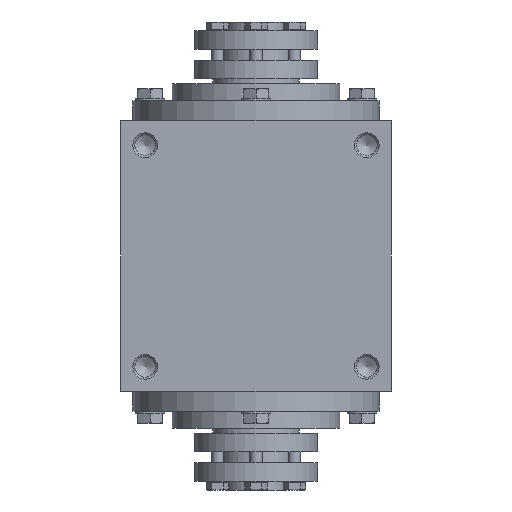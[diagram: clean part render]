
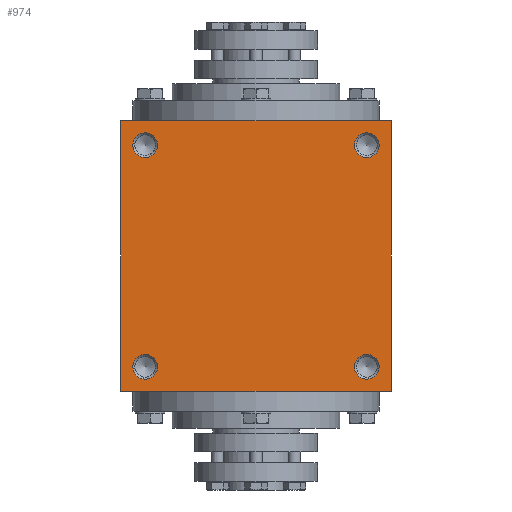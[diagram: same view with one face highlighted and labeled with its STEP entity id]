
A CAD part, left-side view. The second image highlights one B-rep face of the part: STEP entity #974.
In plain terms, the highlighted face is planar.
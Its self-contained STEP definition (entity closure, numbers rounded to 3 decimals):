
#974 = ADVANCED_FACE( '', ( #2023, #2024, #2025, #2026, #2027 ), #2028, .F. );
#2023 = FACE_BOUND( '', #3026, .T. );
#2024 = FACE_BOUND( '', #3027, .T. );
#2025 = FACE_BOUND( '', #3028, .T. );
#2026 = FACE_BOUND( '', #3029, .T. );
#2027 = FACE_OUTER_BOUND( '', #3030, .T. );
#2028 = PLANE( '', #3031 );
#3026 = EDGE_LOOP( '', ( #4987 ) );
#3027 = EDGE_LOOP( '', ( #4988 ) );
#3028 = EDGE_LOOP( '', ( #4989 ) );
#3029 = EDGE_LOOP( '', ( #4990 ) );
#3030 = EDGE_LOOP( '', ( #4991, #4992, #4993, #4994 ) );
#3031 = AXIS2_PLACEMENT_3D( '', #4995, #4996, #4997 );
#4987 = ORIENTED_EDGE( '', *, *, #5704, .F. );
#4988 = ORIENTED_EDGE( '', *, *, #5390, .T. );
#4989 = ORIENTED_EDGE( '', *, *, #5149, .F. );
#4990 = ORIENTED_EDGE( '', *, *, #5642, .T. );
#4991 = ORIENTED_EDGE( '', *, *, #5569, .F. );
#4992 = ORIENTED_EDGE( '', *, *, #5554, .F. );
#4993 = ORIENTED_EDGE( '', *, *, #5488, .F. );
#4994 = ORIENTED_EDGE( '', *, *, #5471, .F. );
#4995 = CARTESIAN_POINT( '', ( 0., 0., -55. ) );
#4996 = DIRECTION( '', ( 0., 0., 1. ) );
#4997 = DIRECTION( '', ( 1., 0., 0. ) );
#5149 = EDGE_CURVE( '', #5947, #5947, #5948, .T. );
#5390 = EDGE_CURVE( '', #6339, #6339, #6340, .T. );
#5471 = EDGE_CURVE( '', #6457, #6458, #6459, .T. );
#5488 = EDGE_CURVE( '', #6458, #6483, #6484, .T. );
#5554 = EDGE_CURVE( '', #6483, #6570, #6571, .T. );
#5569 = EDGE_CURVE( '', #6570, #6457, #6594, .T. );
#5642 = EDGE_CURVE( '', #6693, #6693, #6694, .T. );
#5704 = EDGE_CURVE( '', #6773, #6773, #6774, .T. );
#5947 = VERTEX_POINT( '', #7130 );
#5948 = CIRCLE( '', #7131, 5. );
#6339 = VERTEX_POINT( '', #7720 );
#6340 = CIRCLE( '', #7721, 5. );
#6457 = VERTEX_POINT( '', #7889 );
#6458 = VERTEX_POINT( '', #7890 );
#6459 = LINE( '', #7891, #7892 );
#6483 = VERTEX_POINT( '', #7920 );
#6484 = LINE( '', #7921, #7922 );
#6570 = VERTEX_POINT( '', #8043 );
#6571 = LINE( '', #8044, #8045 );
#6594 = LINE( '', #8069, #8070 );
#6693 = VERTEX_POINT( '', #8224 );
#6694 = CIRCLE( '', #8225, 5. );
#6773 = VERTEX_POINT( '', #8332 );
#6774 = CIRCLE( '', #8333, 5. );
#7130 = CARTESIAN_POINT( '', ( -50., -45., -55. ) );
#7131 = AXIS2_PLACEMENT_3D( '', #8630, #8631, #8632 );
#7720 = CARTESIAN_POINT( '', ( 50., 45., -55. ) );
#7721 = AXIS2_PLACEMENT_3D( '', #8984, #8985, #8986 );
#7889 = CARTESIAN_POINT( '', ( -55., -55., -55. ) );
#7890 = CARTESIAN_POINT( '', ( 55., -55., -55. ) );
#7891 = CARTESIAN_POINT( '', ( -55., -55., -55. ) );
#7892 = VECTOR( '', #9092, 1000. );
#7920 = CARTESIAN_POINT( '', ( 55., 55., -55. ) );
#7921 = CARTESIAN_POINT( '', ( 55., -55., -55. ) );
#7922 = VECTOR( '', #9121, 1000. );
#8043 = CARTESIAN_POINT( '', ( -55., 55., -55. ) );
#8044 = CARTESIAN_POINT( '', ( 55., 55., -55. ) );
#8045 = VECTOR( '', #9213, 1000. );
#8069 = CARTESIAN_POINT( '', ( -55., 55., -55. ) );
#8070 = VECTOR( '', #9242, 1000. );
#8224 = CARTESIAN_POINT( '', ( 50., -45., -55. ) );
#8225 = AXIS2_PLACEMENT_3D( '', #9317, #9318, #9319 );
#8332 = CARTESIAN_POINT( '', ( -50., 45., -55. ) );
#8333 = AXIS2_PLACEMENT_3D( '', #9402, #9403, #9404 );
#8630 = CARTESIAN_POINT( '', ( -45., -45., -55. ) );
#8631 = DIRECTION( '', ( 0., 0., -1. ) );
#8632 = DIRECTION( '', ( -1., 0., 0. ) );
#8984 = CARTESIAN_POINT( '', ( 45., 45., -55. ) );
#8985 = DIRECTION( '', ( 0., 0., 1. ) );
#8986 = DIRECTION( '', ( 1., 0., 0. ) );
#9092 = DIRECTION( '', ( 1., 0., 0. ) );
#9121 = DIRECTION( '', ( 0., 1., 0. ) );
#9213 = DIRECTION( '', ( -1., 0., 0. ) );
#9242 = DIRECTION( '', ( 0., -1., 0. ) );
#9317 = CARTESIAN_POINT( '', ( 45., -45., -55. ) );
#9318 = DIRECTION( '', ( 0., 0., 1. ) );
#9319 = DIRECTION( '', ( 1., 0., 0. ) );
#9402 = CARTESIAN_POINT( '', ( -45., 45., -55. ) );
#9403 = DIRECTION( '', ( 0., 0., -1. ) );
#9404 = DIRECTION( '', ( -1., 0., 0. ) );
